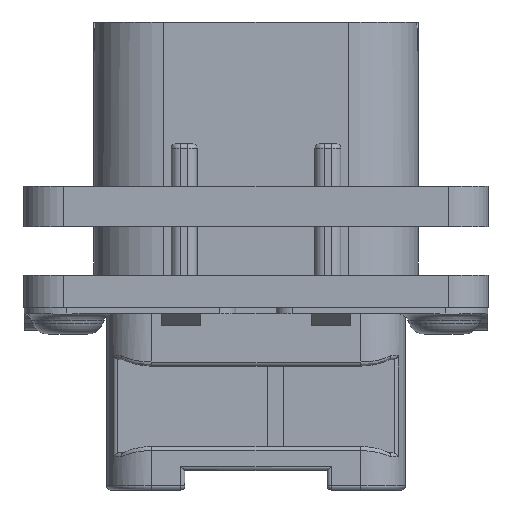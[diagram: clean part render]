
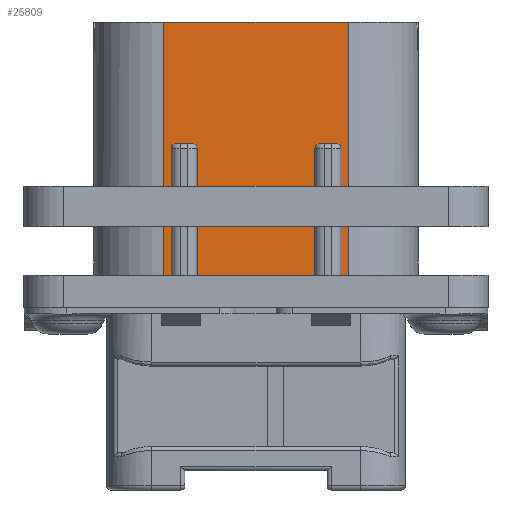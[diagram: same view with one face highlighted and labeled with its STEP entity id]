
A CAD part, front view. The second image highlights one B-rep face of the part: STEP entity #25809.
In plain terms, the highlighted planar face has unit normal (0, -1, 0).
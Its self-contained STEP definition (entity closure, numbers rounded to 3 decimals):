
#1218=DIRECTION('',(1.,0.,0.));
#1219=VECTOR('',#1218,11.4);
#1220=CARTESIAN_POINT('',(-5.7,-9.,17.67));
#1221=LINE('',#1220,#1219);
#1433=DIRECTION('',(0.,0.,-1.));
#1434=VECTOR('',#1433,7.87);
#1435=CARTESIAN_POINT('',(5.25,-9.,9.87));
#1436=LINE('',#1435,#1434);
#1437=DIRECTION('',(-1.,0.,0.));
#1438=VECTOR('',#1437,1.1);
#1439=CARTESIAN_POINT('',(5.,-9.,10.12));
#1440=LINE('',#1439,#1438);
#1441=DIRECTION('',(0.,0.,-1.));
#1442=VECTOR('',#1441,7.87);
#1443=CARTESIAN_POINT('',(3.65,-9.,9.87));
#1444=LINE('',#1443,#1442);
#1445=DIRECTION('',(0.,0.,-1.));
#1446=VECTOR('',#1445,7.87);
#1447=CARTESIAN_POINT('',(-3.65,-9.,9.87));
#1448=LINE('',#1447,#1446);
#1449=DIRECTION('',(-1.,0.,0.));
#1450=VECTOR('',#1449,1.1);
#1451=CARTESIAN_POINT('',(-3.9,-9.,10.12));
#1452=LINE('',#1451,#1450);
#1453=DIRECTION('',(0.,0.,-1.));
#1454=VECTOR('',#1453,7.87);
#1455=CARTESIAN_POINT('',(-5.25,-9.,9.87));
#1456=LINE('',#1455,#1454);
#1457=DIRECTION('',(0.,0.,-1.));
#1458=VECTOR('',#1457,15.67);
#1459=CARTESIAN_POINT('',(-5.7,-9.,17.67));
#1460=LINE('',#1459,#1458);
#1461=DIRECTION('',(0.,0.,-1.));
#1462=VECTOR('',#1461,15.67);
#1463=CARTESIAN_POINT('',(5.7,-9.,17.67));
#1464=LINE('',#1463,#1462);
#1478=CARTESIAN_POINT('',(5.,-9.,9.87));
#1479=DIRECTION('',(0.,1.,0.));
#1480=DIRECTION('',(0.,0.,1.));
#1481=AXIS2_PLACEMENT_3D('',#1478,#1479,#1480);
#1583=DIRECTION('',(1.,0.,0.));
#1584=VECTOR('',#1583,0.45);
#1585=CARTESIAN_POINT('',(5.25,-9.,2.));
#1586=LINE('',#1585,#1584);
#1806=DIRECTION('',(1.,0.,0.));
#1807=VECTOR('',#1806,0.45);
#1808=CARTESIAN_POINT('',(-5.7,-9.,2.));
#1809=LINE('',#1808,#1807);
#1818=CARTESIAN_POINT('',(-5.,-9.,9.87));
#1819=DIRECTION('',(0.,1.,0.));
#1820=DIRECTION('',(-1.,0.,0.));
#1821=AXIS2_PLACEMENT_3D('',#1818,#1819,#1820);
#1850=CARTESIAN_POINT('',(-3.9,-9.,9.87));
#1851=DIRECTION('',(0.,1.,0.));
#1852=DIRECTION('',(0.,0.,1.));
#1853=AXIS2_PLACEMENT_3D('',#1850,#1851,#1852);
#1871=DIRECTION('',(1.,0.,0.));
#1872=VECTOR('',#1871,7.3);
#1873=CARTESIAN_POINT('',(-3.65,-9.,2.));
#1874=LINE('',#1873,#1872);
#1922=CARTESIAN_POINT('',(3.9,-9.,9.87));
#1923=DIRECTION('',(0.,1.,0.));
#1924=DIRECTION('',(-1.,0.,0.));
#1925=AXIS2_PLACEMENT_3D('',#1922,#1923,#1924);
#20601=CARTESIAN_POINT('',(-5.7,-9.,17.67));
#20602=CARTESIAN_POINT('',(-5.7,-9.,2.));
#20603=VERTEX_POINT('',#20601);
#20604=VERTEX_POINT('',#20602);
#20605=CARTESIAN_POINT('',(5.7,-9.,17.67));
#20606=CARTESIAN_POINT('',(5.7,-9.,2.));
#20607=VERTEX_POINT('',#20605);
#20608=VERTEX_POINT('',#20606);
#22584=CARTESIAN_POINT('',(-5.25,-9.,2.));
#22585=VERTEX_POINT('',#22584);
#22586=CARTESIAN_POINT('',(-3.65,-9.,2.));
#22587=CARTESIAN_POINT('',(3.65,-9.,2.));
#22588=VERTEX_POINT('',#22586);
#22589=VERTEX_POINT('',#22587);
#22590=CARTESIAN_POINT('',(5.25,-9.,2.));
#22591=VERTEX_POINT('',#22590);
#22633=CARTESIAN_POINT('',(5.25,-9.,9.87));
#22635=VERTEX_POINT('',#22633);
#22637=CARTESIAN_POINT('',(5.,-9.,10.12));
#22639=VERTEX_POINT('',#22637);
#22652=CARTESIAN_POINT('',(3.9,-9.,10.12));
#22653=VERTEX_POINT('',#22652);
#22654=CARTESIAN_POINT('',(3.65,-9.,9.87));
#22655=VERTEX_POINT('',#22654);
#22657=CARTESIAN_POINT('',(-3.65,-9.,9.87));
#22659=VERTEX_POINT('',#22657);
#22661=CARTESIAN_POINT('',(-3.9,-9.,10.12));
#22663=VERTEX_POINT('',#22661);
#22676=CARTESIAN_POINT('',(-5.,-9.,10.12));
#22677=VERTEX_POINT('',#22676);
#22678=CARTESIAN_POINT('',(-5.25,-9.,9.87));
#22679=VERTEX_POINT('',#22678);
#25772=CARTESIAN_POINT('',(-10.05,-9.,2.));
#25773=DIRECTION('',(0.,-1.,0.));
#25774=DIRECTION('',(1.,0.,0.));
#25775=AXIS2_PLACEMENT_3D('',#25772,#25773,#25774);
#25776=PLANE('',#25775);
#25778=ORIENTED_EDGE('',*,*,#25777,.F.);
#25780=ORIENTED_EDGE('',*,*,#25779,.F.);
#25782=ORIENTED_EDGE('',*,*,#25781,.T.);
#25784=ORIENTED_EDGE('',*,*,#25783,.F.);
#25786=ORIENTED_EDGE('',*,*,#25785,.T.);
#25788=ORIENTED_EDGE('',*,*,#25787,.F.);
#25790=ORIENTED_EDGE('',*,*,#25789,.F.);
#25792=ORIENTED_EDGE('',*,*,#25791,.F.);
#25794=ORIENTED_EDGE('',*,*,#25793,.T.);
#25796=ORIENTED_EDGE('',*,*,#25795,.F.);
#25798=ORIENTED_EDGE('',*,*,#25797,.T.);
#25800=ORIENTED_EDGE('',*,*,#25799,.F.);
#25802=ORIENTED_EDGE('',*,*,#25801,.F.);
#25803=ORIENTED_EDGE('',*,*,#25661,.T.);
#25804=ORIENTED_EDGE('',*,*,#25571,.T.);
#25806=ORIENTED_EDGE('',*,*,#25805,.F.);
#25807=EDGE_LOOP('',(#25778,#25780,#25782,#25784,#25786,#25788,#25790,#25792,
#25794,#25796,#25798,#25800,#25802,#25803,#25804,#25806));
#25808=FACE_OUTER_BOUND('',#25807,.F.);
#25809=ADVANCED_FACE('',(#25808),#25776,.T.);
#1482=CIRCLE('',#1481,0.25);
#1822=CIRCLE('',#1821,0.25);
#1854=CIRCLE('',#1853,0.25);
#1926=CIRCLE('',#1925,0.25);
#25571=EDGE_CURVE('',#20607,#20608,#1464,.T.);
#25661=EDGE_CURVE('',#20603,#20607,#1221,.T.);
#25777=EDGE_CURVE('',#22635,#22591,#1436,.T.);
#25779=EDGE_CURVE('',#22639,#22635,#1482,.T.);
#25781=EDGE_CURVE('',#22639,#22653,#1440,.T.);
#25783=EDGE_CURVE('',#22655,#22653,#1926,.T.);
#25785=EDGE_CURVE('',#22655,#22589,#1444,.T.);
#25787=EDGE_CURVE('',#22588,#22589,#1874,.T.);
#25789=EDGE_CURVE('',#22659,#22588,#1448,.T.);
#25791=EDGE_CURVE('',#22663,#22659,#1854,.T.);
#25793=EDGE_CURVE('',#22663,#22677,#1452,.T.);
#25795=EDGE_CURVE('',#22679,#22677,#1822,.T.);
#25797=EDGE_CURVE('',#22679,#22585,#1456,.T.);
#25799=EDGE_CURVE('',#20604,#22585,#1809,.T.);
#25801=EDGE_CURVE('',#20603,#20604,#1460,.T.);
#25805=EDGE_CURVE('',#22591,#20608,#1586,.T.);
